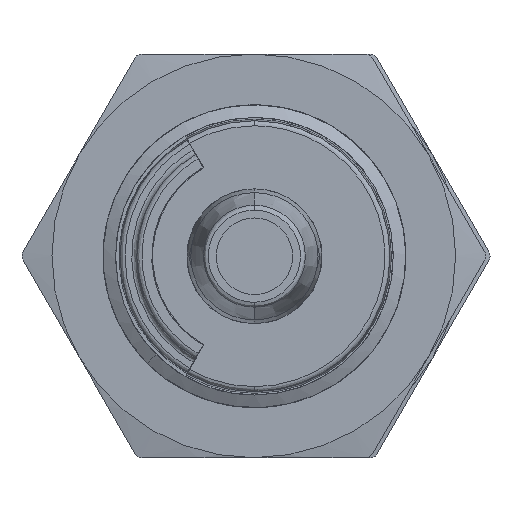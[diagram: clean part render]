
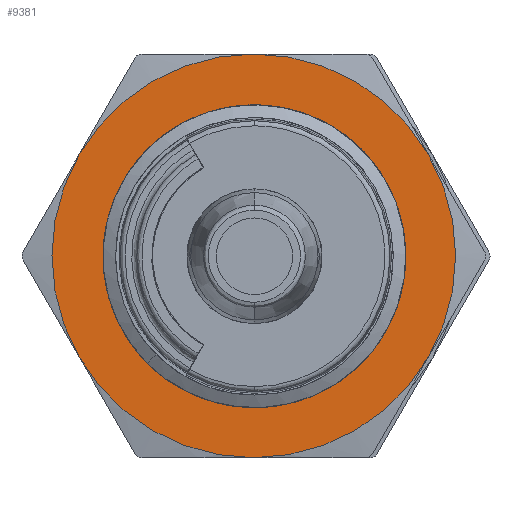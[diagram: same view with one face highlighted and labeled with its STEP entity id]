
A CAD part, front view. The second image highlights one B-rep face of the part: STEP entity #9381.
In plain terms, the highlighted face is planar.
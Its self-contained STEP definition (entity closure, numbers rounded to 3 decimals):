
#395 = FACE_BOUND ( 'NONE', #20559, .T. ) ;
#676 = DIRECTION ( 'NONE',  ( 0., 0., 1. ) ) ;
#1002 = VERTEX_POINT ( 'NONE', #4719 ) ;
#1031 = CIRCLE ( 'NONE', #13189, 12. ) ;
#1191 = CARTESIAN_POINT ( 'NONE',  ( 0., 0., -2. ) ) ;
#1192 = CARTESIAN_POINT ( 'NONE',  ( -12., 0., -2. ) ) ;
#1473 = EDGE_CURVE ( 'NONE', #24366, #1856, #18599, .T. ) ;
#1856 = VERTEX_POINT ( 'NONE', #21232 ) ;
#2065 = CARTESIAN_POINT ( 'NONE',  ( 0., -8.5, -2. ) ) ;
#2663 = PLANE ( 'NONE',  #17421 ) ;
#2884 = CARTESIAN_POINT ( 'NONE',  ( 0., 0., -2. ) ) ;
#3006 = DIRECTION ( 'NONE',  ( 0., 0., 1. ) ) ;
#3164 = ORIENTED_EDGE ( 'NONE', *, *, #12085, .T. ) ;
#3214 = ORIENTED_EDGE ( 'NONE', *, *, #8673, .F. ) ;
#3387 = DIRECTION ( 'NONE',  ( 1., 0., 0. ) ) ;
#4579 = DIRECTION ( 'NONE',  ( 0., 0., 1. ) ) ;
#4627 = CIRCLE ( 'NONE', #23159, 8.5 ) ;
#4719 = CARTESIAN_POINT ( 'NONE',  ( -6., -10.392, -2. ) ) ;
#5202 = DIRECTION ( 'NONE',  ( 1., 0., 0. ) ) ;
#5712 = EDGE_CURVE ( 'NONE', #12987, #17334, #14179, .T. ) ;
#5717 = AXIS2_PLACEMENT_3D ( 'NONE', #10093, #676, #15944 ) ;
#5871 = CARTESIAN_POINT ( 'NONE',  ( -6., 10.392, -2. ) ) ;
#6658 = VERTEX_POINT ( 'NONE', #13150 ) ;
#7070 = CARTESIAN_POINT ( 'NONE',  ( 0., 0., -2. ) ) ;
#7515 = CIRCLE ( 'NONE', #16978, 12. ) ;
#8212 = ORIENTED_EDGE ( 'NONE', *, *, #15539, .F. ) ;
#8341 = EDGE_CURVE ( 'NONE', #14445, #12987, #4627, .T. ) ;
#8671 = CIRCLE ( 'NONE', #10282, 8.5 ) ;
#8673 = EDGE_CURVE ( 'NONE', #1856, #11890, #1031, .T. ) ;
#9001 = AXIS2_PLACEMENT_3D ( 'NONE', #1191, #14522, #23926 ) ;
#9053 = EDGE_CURVE ( 'NONE', #6658, #24366, #14415, .T. ) ;
#9250 = AXIS2_PLACEMENT_3D ( 'NONE', #10449, #24325, #5202 ) ;
#9350 = ORIENTED_EDGE ( 'NONE', *, *, #10952, .F. ) ;
#9381 = ADVANCED_FACE ( 'NONE', ( #395, #15621 ), #2663, .F. ) ;
#9594 = AXIS2_PLACEMENT_3D ( 'NONE', #10166, #23652, #21568 ) ;
#10093 = CARTESIAN_POINT ( 'NONE',  ( 0., 0., -2. ) ) ;
#10166 = CARTESIAN_POINT ( 'NONE',  ( 0., 0., -2. ) ) ;
#10282 = AXIS2_PLACEMENT_3D ( 'NONE', #18142, #12753, #24009 ) ;
#10449 = CARTESIAN_POINT ( 'NONE',  ( 0., 0., -2. ) ) ;
#10951 = CIRCLE ( 'NONE', #5717, 12. ) ;
#10952 = EDGE_CURVE ( 'NONE', #11890, #13441, #7515, .T. ) ;
#11890 = VERTEX_POINT ( 'NONE', #5871 ) ;
#12085 = EDGE_CURVE ( 'NONE', #17334, #14445, #8671, .T. ) ;
#12136 = AXIS2_PLACEMENT_3D ( 'NONE', #19773, #3006, #23959 ) ;
#12753 = DIRECTION ( 'NONE',  ( 0., 0., 1. ) ) ;
#12838 = CARTESIAN_POINT ( 'NONE',  ( 12., 0., -2. ) ) ;
#12987 = VERTEX_POINT ( 'NONE', #2065 ) ;
#13150 = CARTESIAN_POINT ( 'NONE',  ( 6., -10.392, -2. ) ) ;
#13189 = AXIS2_PLACEMENT_3D ( 'NONE', #7070, #18419, #3387 ) ;
#13441 = VERTEX_POINT ( 'NONE', #1192 ) ;
#14179 = CIRCLE ( 'NONE', #9001, 8.5 ) ;
#14415 = CIRCLE ( 'NONE', #9250, 12. ) ;
#14445 = VERTEX_POINT ( 'NONE', #22960 ) ;
#14522 = DIRECTION ( 'NONE',  ( 0., 0., 1. ) ) ;
#15539 = EDGE_CURVE ( 'NONE', #1002, #6658, #10951, .T. ) ;
#15621 = FACE_OUTER_BOUND ( 'NONE', #15628, .T. ) ;
#15628 = EDGE_LOOP ( 'NONE', ( #16102, #8212, #16999, #9350, #3214, #23300 ) ) ;
#15944 = DIRECTION ( 'NONE',  ( 1., 0., 0. ) ) ;
#16004 = CARTESIAN_POINT ( 'NONE',  ( 0., 0., -2. ) ) ;
#16102 = ORIENTED_EDGE ( 'NONE', *, *, #9053, .F. ) ;
#16198 = DIRECTION ( 'NONE',  ( 0., 0., 1. ) ) ;
#16309 = CARTESIAN_POINT ( 'NONE',  ( 0., 8.5, -2. ) ) ;
#16395 = ORIENTED_EDGE ( 'NONE', *, *, #5712, .T. ) ;
#16978 = AXIS2_PLACEMENT_3D ( 'NONE', #2884, #16198, #23917 ) ;
#16999 = ORIENTED_EDGE ( 'NONE', *, *, #18325, .F. ) ;
#17334 = VERTEX_POINT ( 'NONE', #16309 ) ;
#17421 = AXIS2_PLACEMENT_3D ( 'NONE', #16004, #4579, #17909 ) ;
#17909 = DIRECTION ( 'NONE',  ( 1., 0., 0. ) ) ;
#18142 = CARTESIAN_POINT ( 'NONE',  ( 0., 0., -2. ) ) ;
#18325 = EDGE_CURVE ( 'NONE', #13441, #1002, #19885, .T. ) ;
#18419 = DIRECTION ( 'NONE',  ( 0., 0., 1. ) ) ;
#18599 = CIRCLE ( 'NONE', #9594, 12. ) ;
#19193 = CARTESIAN_POINT ( 'NONE',  ( 0., 0., -2. ) ) ;
#19773 = CARTESIAN_POINT ( 'NONE',  ( 0., 0., -2. ) ) ;
#19885 = CIRCLE ( 'NONE', #12136, 12. ) ;
#20559 = EDGE_LOOP ( 'NONE', ( #3164, #24741, #16395 ) ) ;
#21232 = CARTESIAN_POINT ( 'NONE',  ( 6., 10.392, -2. ) ) ;
#21275 = DIRECTION ( 'NONE',  ( -1., 0., 0. ) ) ;
#21568 = DIRECTION ( 'NONE',  ( 1., 0., 0. ) ) ;
#22960 = CARTESIAN_POINT ( 'NONE',  ( -8.5, 0., -2. ) ) ;
#23038 = DIRECTION ( 'NONE',  ( 0., 0., 1. ) ) ;
#23159 = AXIS2_PLACEMENT_3D ( 'NONE', #19193, #23038, #21275 ) ;
#23300 = ORIENTED_EDGE ( 'NONE', *, *, #1473, .F. ) ;
#23652 = DIRECTION ( 'NONE',  ( 0., 0., 1. ) ) ;
#23917 = DIRECTION ( 'NONE',  ( 1., 0., 0. ) ) ;
#23926 = DIRECTION ( 'NONE',  ( -1., 0., 0. ) ) ;
#23959 = DIRECTION ( 'NONE',  ( 1., 0., 0. ) ) ;
#24009 = DIRECTION ( 'NONE',  ( -1., 0., 0. ) ) ;
#24325 = DIRECTION ( 'NONE',  ( 0., 0., 1. ) ) ;
#24366 = VERTEX_POINT ( 'NONE', #12838 ) ;
#24741 = ORIENTED_EDGE ( 'NONE', *, *, #8341, .T. ) ;
